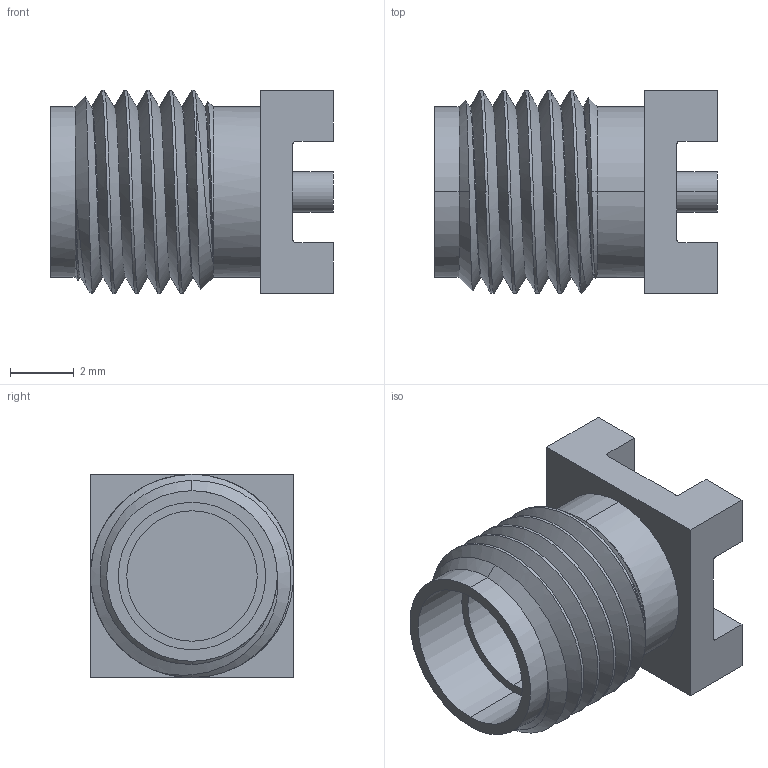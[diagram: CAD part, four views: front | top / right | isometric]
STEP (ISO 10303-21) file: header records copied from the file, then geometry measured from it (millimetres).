
FILE_DESCRIPTION(('FreeCAD Model'),'2;1');
FILE_NAME('SMA_Connector_Jack_J819-ND.stp','2020-05-16T16:11:18',( 'Author'),(''),'Open CASCADE STEP processor 7.3','FreeCAD','Unknown' );
FILE_SCHEMA(('AUTOMOTIVE_DESIGN { 1 0 10303 214 1 1 1 1 }'));
Length unit declared in the file: millimetre
Products named in the file (1): J819-ND001
Bounding box: 8.84 x 6.35 x 6.35 mm (x, y, z)
Volume: 128.8 mm3; surface area: 410.7 mm2
Topology: 1 solids, 1 shells, 66 faces, 165 edges, 105 vertices
Faces by surface type: cylinder 29, plane 22, bspline 8, cone 7
Entity records: 12461 total; most frequent: CARTESIAN_POINT 8943, DIRECTION 479, ORIENTED_EDGE 330, PCURVE 330, DEFINITIONAL_REPRESENTATION 330, LINE 285, VECTOR 285, EDGE_CURVE 165
